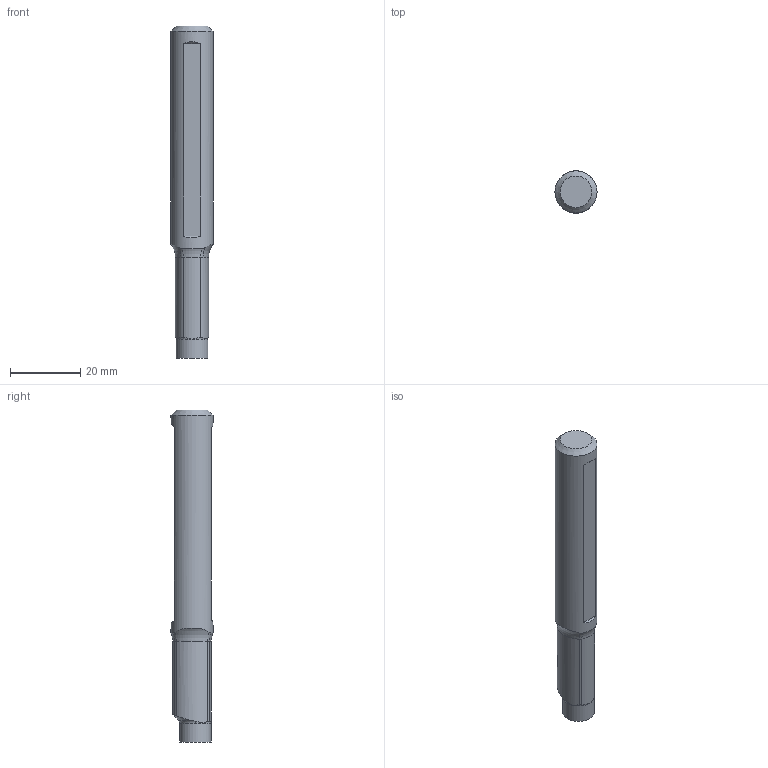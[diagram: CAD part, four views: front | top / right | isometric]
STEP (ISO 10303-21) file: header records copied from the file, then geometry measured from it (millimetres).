
FILE_DESCRIPTION(/* description */ (''),/* implementation_level */ '2;1');
FILE_NAME(/* name */ '1589874533663.stp',/* time_stamp */ '2020-05-19T13:19:28+06:00',/* author */ (''),/* organization */ ('SMS'),/* preprocessor_version */ 'ST-DEVELOPER v16.7',/* originating_system */ 'SIEMENS PLM Software NX 12.0',/* authorisation */ '');
FILE_SCHEMA (('AUTOMOTIVE_DESIGN { 1 0 10303 214 3 1 1 1 }'));
Length unit declared in the file: millimetre
Products named in the file (1): 202738145mod000_00
Bounding box: 12 x 12 x 94.8 mm (x, y, z)
Volume: 9306.3 mm3; surface area: 3519.8 mm2
Topology: 1 solids, 1 shells, 30 faces, 69 edges, 46 vertices
Faces by surface type: torus 10, cylinder 10, plane 8, cone 2
Full cylindrical faces by diameter (mm): 9 x1, 12 x1
Entity records: 935 total; most frequent: CARTESIAN_POINT 245, DIRECTION 134, ORIENTED_EDGE 128, EDGE_CURVE 64, AXIS2_PLACEMENT_3D 59, VERTEX_POINT 41, EDGE_LOOP 35, ADVANCED_FACE 30
